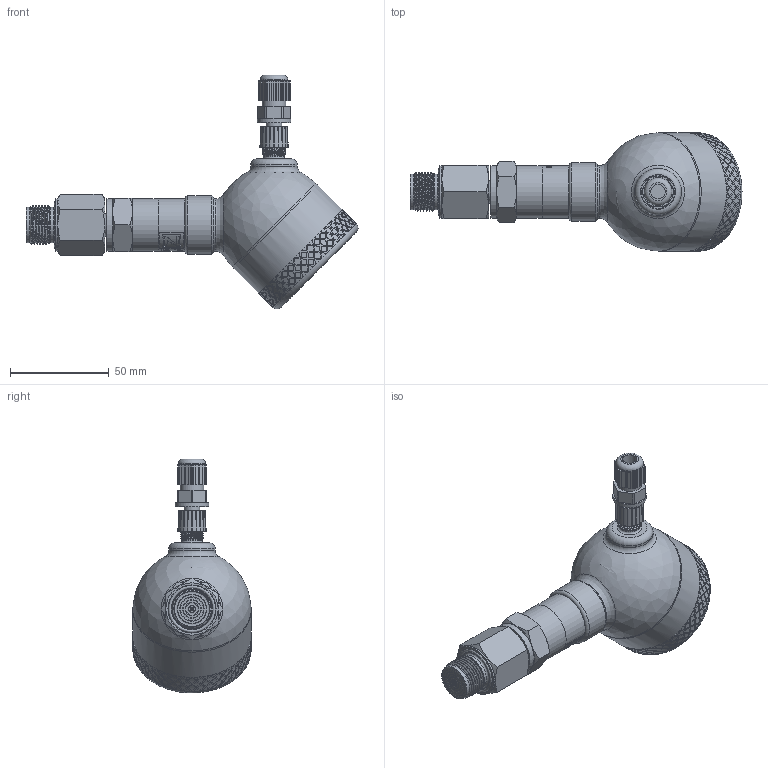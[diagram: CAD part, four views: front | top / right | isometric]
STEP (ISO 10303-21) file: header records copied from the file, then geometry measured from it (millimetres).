
FILE_DESCRIPTION(/* description */ (''),/* implementation_level */ '2;1');
FILE_NAME(/* name */ 'APZ3420mFH_M20x1,5DIN-flush_3_display.step',/* time_stamp */ '2021-07-07T15:58:25+03:00',/* author */ (''),/* organization */ (''),/* preprocessor_version */ 'ST-DEVELOPER v18.1',/* originating_system */ 'Autodesk Translation Framework v10.9.0.1377',/* authorisation */ '');
FILE_SCHEMA (('AUTOMOTIVE_DESIGN { 1 0 10303 214 3 1 1 }'));
Length unit declared in the file: millimetre
Products named in the file (9): АПЗ420М-полевойкорпус-
заполненный; Заполненный полевой 
корпус v13; Cover for display; Display; Main body; M12x1 adapter; M12x1 female straight v9; G1\4EN; M20x1,5DIN diaphragm 18 v8
Assembly tree (8 placements, depth 3):
  АПЗ420М-полевойкорпус-
заполненный
    Заполненный полевой 
корпус v13
      Cover for display
      Display
      Main body
      M12x1 adapter
      M12x1 female straight v9
    G1\4EN
    M20x1,5DIN diaphragm 18 v8
Bounding box: 168.38 x 60.1 x 118.64 mm (x, y, z)
Volume: 240447.4 mm3; surface area: 54407.6 mm2
Topology: 18 solids, 18 shells, 1834 faces, 4606 edges, 3027 vertices
Faces by surface type: bspline 999, plane 399, cylinder 356, cone 48, torus 31, sphere 1
Full cylindrical faces by diameter (mm): 1 x4, 2 x1, 3.3 x1, 4 x1, 5 x7, 7.3 x1, 8 x3, 9.3 x1, 9.5 x2, 10.293 x1, 10.5 x2, 10.741 x7, 11 x1, 11.445 x4, 11.884 x6, 12 x1, 13.157 x9, 14 x1, 17 x1, 18 x2, 18.137 x5, 19.7 x1, 19.85 x4, 21 x1, 21.6 x1, 21.767 x1, 22.4 x1, 23.6 x1, 24 x1, 24.5 x2
Entity records: 81836 total; most frequent: CARTESIAN_POINT 45544, ORIENTED_EDGE 9208, EDGE_CURVE 4604, DIRECTION 4118, VERTEX_POINT 3027, B_SPLINE_CURVE_WITH_KNOTS 2773, EDGE_LOOP 2093, FACE_OUTER_BOUND 1834
